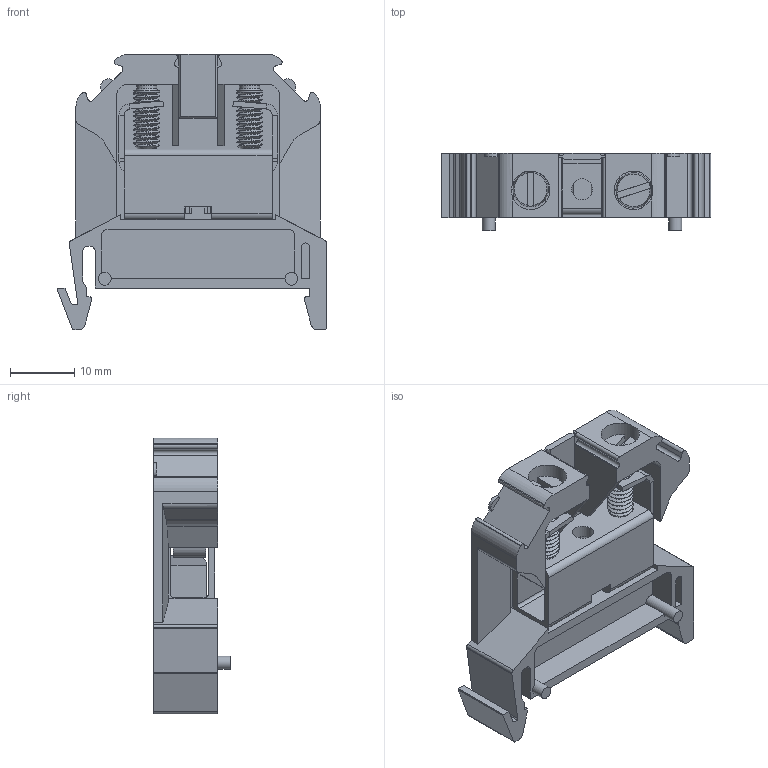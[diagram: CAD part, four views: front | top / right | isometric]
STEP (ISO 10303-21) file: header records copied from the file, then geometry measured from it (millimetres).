
FILE_DESCRIPTION(/* description */ (''),/* implementation_level */ '2;1');
FILE_NAME(/* name */ 'IK16_ipt.stp',/* time_stamp */ '2017-11-02T08:42:55+01:00',/* author */ ('ahoffmann'),/* organization */ (''),/* preprocessor_version */ 'ST-DEVELOPER v16.1',/* originating_system */ 'Autodesk Inventor 2016',/* authorisation */ '');
FILE_SCHEMA (('AUTOMOTIVE_DESIGN { 1 0 10303 214 3 1 1 }'));
Length unit declared in the file: centimetre
Products named in the file (1): IK16_vereinfacht
Bounding box: 41.9 x 11.95 x 42.85 mm (x, y, z)
Volume: 6192 mm3; surface area: 8813.4 mm2
Topology: 1 solids, 1 shells, 412 faces, 1199 edges, 773 vertices
Faces by surface type: plane 272, cylinder 117, bspline 11, cone 8, torus 4
Full cylindrical faces by diameter (mm): 2 x4, 2.8 x2, 3 x2, 3.15 x2, 3.242 x3, 3.99 x2, 4 x6, 6 x2
Entity records: 17133 total; most frequent: CARTESIAN_POINT 6657, ORIENTED_EDGE 2272, DIRECTION 2025, EDGE_CURVE 1136, LINE 773, VECTOR 773, VERTEX_POINT 746, AXIS2_PLACEMENT_3D 626
